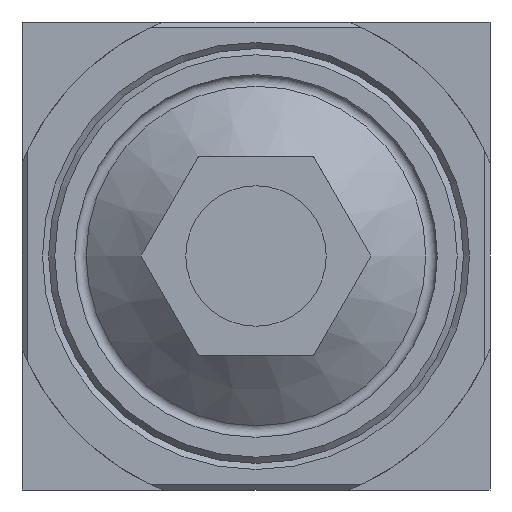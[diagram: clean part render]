
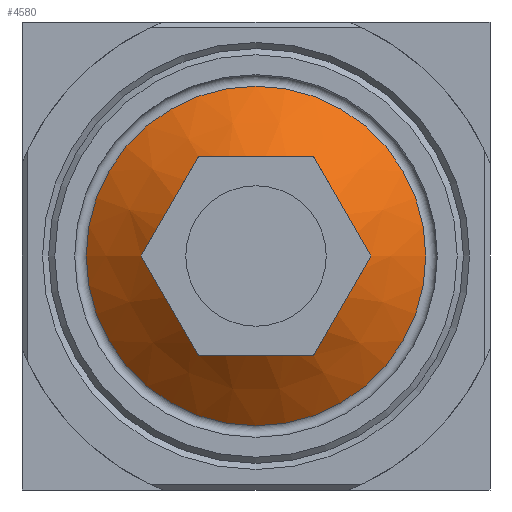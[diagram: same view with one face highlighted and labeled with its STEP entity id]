
A CAD part, front view. The second image highlights one B-rep face of the part: STEP entity #4580.
In plain terms, the highlighted conical face has half-angle 49.63 degrees and reference radius 14.511 mm.
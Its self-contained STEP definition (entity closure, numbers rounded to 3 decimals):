
#65=CONICAL_SURFACE('',#4874,14.511,0.866);
#627=B_SPLINE_CURVE_WITH_KNOTS('',3,(#6538,#6539,#6540,#6541,#6542,#6543),
 .UNSPECIFIED.,.F.,.F.,(4,1,1,4),(0.,0.003,
0.005,0.01),.UNSPECIFIED.);
#628=B_SPLINE_CURVE_WITH_KNOTS('',3,(#6546,#6547,#6548,#6549,#6550,#6551,
#6552),.UNSPECIFIED.,.F.,.F.,(4,1,1,1,4),(0.013,0.016,
0.018,0.021,0.023),.UNSPECIFIED.);
#629=B_SPLINE_CURVE_WITH_KNOTS('',3,(#6554,#6555,#6556,#6557,#6558,#6559),
 .UNSPECIFIED.,.F.,.F.,(4,1,1,4),(0.,0.003,
0.005,0.01),.UNSPECIFIED.);
#630=B_SPLINE_CURVE_WITH_KNOTS('',3,(#6561,#6562,#6563,#6564,#6565,#6566),
 .UNSPECIFIED.,.F.,.F.,(4,1,1,4),(0.,0.003,
0.005,0.01),.UNSPECIFIED.);
#631=B_SPLINE_CURVE_WITH_KNOTS('',3,(#6568,#6569,#6570,#6571,#6572,#6573,
#6574),.UNSPECIFIED.,.F.,.F.,(4,1,1,1,4),(0.013,0.016,
0.018,0.021,0.023),.UNSPECIFIED.);
#632=B_SPLINE_CURVE_WITH_KNOTS('',3,(#6576,#6577,#6578,#6579,#6580,#6581),
 .UNSPECIFIED.,.F.,.F.,(4,1,1,4),(0.,0.003,
0.005,0.01),.UNSPECIFIED.);
#807=ORIENTED_EDGE('',*,*,#1717,.F.);
#808=ORIENTED_EDGE('',*,*,#1718,.F.);
#809=ORIENTED_EDGE('',*,*,#1719,.F.);
#810=ORIENTED_EDGE('',*,*,#1720,.F.);
#811=ORIENTED_EDGE('',*,*,#1721,.F.);
#812=ORIENTED_EDGE('',*,*,#1722,.F.);
#813=ORIENTED_EDGE('',*,*,#1723,.T.);
#1717=EDGE_CURVE('',#2155,#2156,#627,.T.);
#1718=EDGE_CURVE('',#2157,#2155,#628,.T.);
#1719=EDGE_CURVE('',#2158,#2157,#629,.T.);
#1720=EDGE_CURVE('',#2159,#2158,#630,.T.);
#1721=EDGE_CURVE('',#2160,#2159,#631,.T.);
#1722=EDGE_CURVE('',#2156,#2160,#632,.T.);
#1723=EDGE_CURVE('',#2161,#2161,#2493,.T.);
#2155=VERTEX_POINT('',#6544);
#2156=VERTEX_POINT('',#6545);
#2157=VERTEX_POINT('',#6553);
#2158=VERTEX_POINT('',#6560);
#2159=VERTEX_POINT('',#6567);
#2160=VERTEX_POINT('',#6575);
#2161=VERTEX_POINT('',#6583);
#2493=CIRCLE('',#4875,14.511);
#2671=EDGE_LOOP('',(#807,#808,#809,#810,#811,#812));
#2672=EDGE_LOOP('',(#813));
#2951=FACE_BOUND('',#2671,.T.);
#2952=FACE_BOUND('',#2672,.T.);
#4580=ADVANCED_FACE('',(#2951,#2952),#65,.T.);
#4874=AXIS2_PLACEMENT_3D('',#6537,#5454,#5455);
#4875=AXIS2_PLACEMENT_3D('',#6582,#5456,#5457);
#5454=DIRECTION('',(0.,1.,0.));
#5455=DIRECTION('',(0.,0.,1.));
#5456=DIRECTION('',(0.,-1.,0.));
#5457=DIRECTION('',(0.,0.,-1.));
#6537=CARTESIAN_POINT('',(0.,-16.249,0.));
#6538=CARTESIAN_POINT('',(8.5,-20.242,4.907));
#6539=CARTESIAN_POINT('',(7.823,-20.575,5.299));
#6540=CARTESIAN_POINT('',(6.45,-21.135,6.091));
#6541=CARTESIAN_POINT('',(3.5,-21.585,7.794));
#6542=CARTESIAN_POINT('',(1.356,-20.908,9.032));
#6543=CARTESIAN_POINT('',(0.,-20.242,9.815));
#6544=CARTESIAN_POINT('',(8.5,-20.242,4.907));
#6545=CARTESIAN_POINT('',(0.,-20.242,9.815));
#6546=CARTESIAN_POINT('',(8.5,-20.242,-4.907));
#6547=CARTESIAN_POINT('',(8.5,-20.568,-4.141));
#6548=CARTESIAN_POINT('',(8.5,-21.13,-2.557));
#6549=CARTESIAN_POINT('',(8.5,-21.474,-0.012));
#6550=CARTESIAN_POINT('',(8.5,-21.135,2.539));
#6551=CARTESIAN_POINT('',(8.5,-20.573,4.129));
#6552=CARTESIAN_POINT('',(8.5,-20.242,4.907));
#6553=CARTESIAN_POINT('',(8.5,-20.242,-4.907));
#6554=CARTESIAN_POINT('',(0.,-20.242,-9.815));
#6555=CARTESIAN_POINT('',(0.677,-20.575,-9.424));
#6556=CARTESIAN_POINT('',(2.05,-21.135,-8.631));
#6557=CARTESIAN_POINT('',(5.,-21.585,-6.928));
#6558=CARTESIAN_POINT('',(7.144,-20.908,-5.691));
#6559=CARTESIAN_POINT('',(8.5,-20.242,-4.907));
#6560=CARTESIAN_POINT('',(0.,-20.242,-9.815));
#6561=CARTESIAN_POINT('',(-8.5,-20.242,-4.907));
#6562=CARTESIAN_POINT('',(-7.823,-20.575,-5.299));
#6563=CARTESIAN_POINT('',(-6.45,-21.135,-6.091));
#6564=CARTESIAN_POINT('',(-3.5,-21.585,-7.794));
#6565=CARTESIAN_POINT('',(-1.356,-20.908,-9.032));
#6566=CARTESIAN_POINT('',(0.,-20.242,-9.815));
#6567=CARTESIAN_POINT('',(-8.5,-20.242,-4.907));
#6568=CARTESIAN_POINT('',(-8.5,-20.242,4.907));
#6569=CARTESIAN_POINT('',(-8.5,-20.568,4.141));
#6570=CARTESIAN_POINT('',(-8.5,-21.13,2.557));
#6571=CARTESIAN_POINT('',(-8.5,-21.474,0.012));
#6572=CARTESIAN_POINT('',(-8.5,-21.135,-2.539));
#6573=CARTESIAN_POINT('',(-8.5,-20.573,-4.129));
#6574=CARTESIAN_POINT('',(-8.5,-20.242,-4.907));
#6575=CARTESIAN_POINT('',(-8.5,-20.242,4.907));
#6576=CARTESIAN_POINT('',(0.,-20.242,9.815));
#6577=CARTESIAN_POINT('',(-0.677,-20.575,9.424));
#6578=CARTESIAN_POINT('',(-2.05,-21.135,8.631));
#6579=CARTESIAN_POINT('',(-5.,-21.585,6.928));
#6580=CARTESIAN_POINT('',(-7.144,-20.908,5.691));
#6581=CARTESIAN_POINT('',(-8.5,-20.242,4.907));
#6582=CARTESIAN_POINT('',(0.,-16.249,0.));
#6583=CARTESIAN_POINT('',(0.,-16.249,-14.511));
